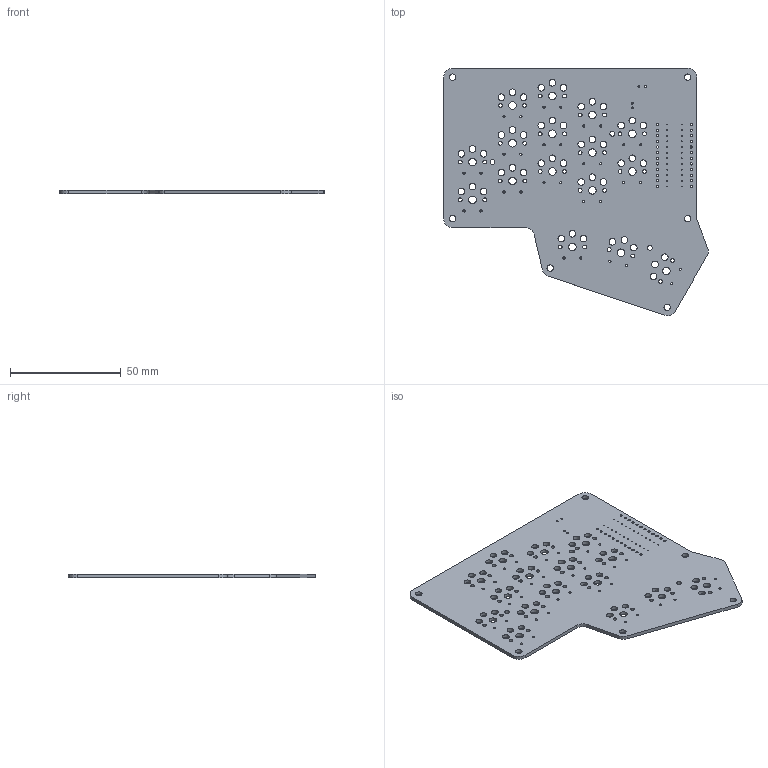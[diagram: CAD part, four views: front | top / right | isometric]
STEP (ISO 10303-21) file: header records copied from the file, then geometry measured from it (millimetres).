
FILE_DESCRIPTION(('KiCad electronic assembly'),'2;1');
FILE_NAME('abyss.step','2024-07-13T15:44:36',('Pcbnew'),('Kicad'), 'Open CASCADE STEP processor 7.6','KiCad to STEP converter','Unknown' );
FILE_SCHEMA(('AUTOMOTIVE_DESIGN { 1 0 10303 214 1 1 1 1 }'));
Length unit declared in the file: millimetre
Products named in the file (2): abyss 1; abyss_PCB
Assembly tree (1 placements, depth 2):
  abyss 1
    abyss_PCB
Bounding box: 119.26 x 111.46 x 1.6 mm (x, y, z)
Volume: 15618.5 mm3; surface area: 21931.4 mm2
Topology: 1 solids, 1 shells, 207 faces, 615 edges, 410 vertices
Faces by surface type: cylinder 197, plane 10
Full cylindrical faces by diameter (mm): 0.4 x24, 0.75 x2, 0.9 x2, 0.991 x32, 1 x24, 1.702 x32, 2.2 x3, 2.9 x6, 3 x48, 3.429 x16
Entity records: 7976 total; most frequent: DIRECTION 1427, CARTESIAN_POINT 1234, ORIENTED_EDGE 1230, EDGE_CURVE 615, AXIS2_PLACEMENT_3D 603, FACE_BOUND 585, EDGE_LOOP 585, VERTEX_POINT 410
